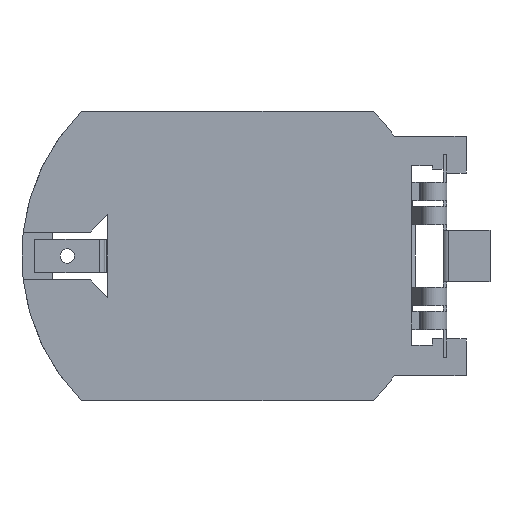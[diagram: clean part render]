
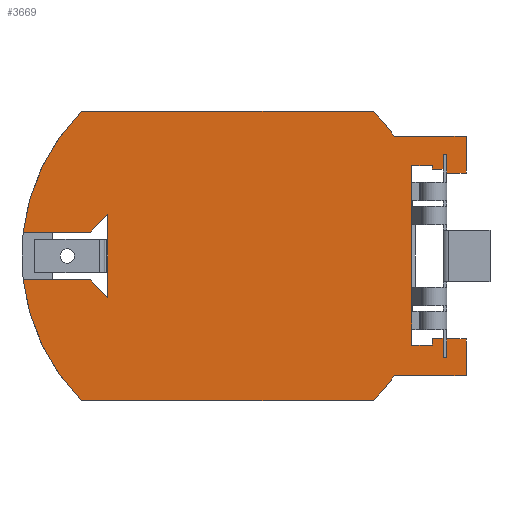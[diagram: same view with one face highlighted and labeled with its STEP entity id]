
A CAD part, front view. The second image highlights one B-rep face of the part: STEP entity #3669.
In plain terms, the highlighted planar face has unit normal (0, -1, 0).
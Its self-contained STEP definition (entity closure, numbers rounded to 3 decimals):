
#3098 = VERTEX_POINT('',#3099);
#3099 = CARTESIAN_POINT('',(-6.5,0.,-2.25));
#3105 = EDGE_CURVE('',#3106,#3098,#3108,.T.);
#3106 = VERTEX_POINT('',#3107);
#3107 = CARTESIAN_POINT('',(-6.5,0.,2.25));
#3108 = LINE('',#3109,#3110);
#3109 = CARTESIAN_POINT('',(-6.5,0.,2.25));
#3110 = VECTOR('',#3111,1.);
#3111 = DIRECTION('',(0.,0.,-1.));
#3249 = EDGE_CURVE('',#3250,#3252,#3254,.T.);
#3250 = VERTEX_POINT('',#3251);
#3251 = CARTESIAN_POINT('',(7.918,0.,7.85));
#3252 = VERTEX_POINT('',#3253);
#3253 = CARTESIAN_POINT('',(9.059,0.,6.5));
#3254 = CIRCLE('',#3255,11.15);
#3255 = AXIS2_PLACEMENT_3D('',#3256,#3257,#3258);
#3256 = CARTESIAN_POINT('',(0.,0.,0.));
#3257 = DIRECTION('',(0.,1.,0.));
#3258 = DIRECTION('',(0.,-0.,1.));
#3281 = EDGE_CURVE('',#3252,#3282,#3284,.T.);
#3282 = VERTEX_POINT('',#3283);
#3283 = CARTESIAN_POINT('',(12.95,0.,6.5));
#3284 = LINE('',#3285,#3286);
#3285 = CARTESIAN_POINT('',(9.059,0.,6.5));
#3286 = VECTOR('',#3287,1.);
#3287 = DIRECTION('',(1.,0.,0.));
#3305 = EDGE_CURVE('',#3282,#3306,#3308,.T.);
#3306 = VERTEX_POINT('',#3307);
#3307 = CARTESIAN_POINT('',(12.95,0.,4.5));
#3308 = LINE('',#3309,#3310);
#3309 = CARTESIAN_POINT('',(12.95,0.,4.5));
#3310 = VECTOR('',#3311,1.);
#3311 = DIRECTION('',(-0.,-0.,-1.));
#3329 = EDGE_CURVE('',#3306,#3330,#3332,.T.);
#3330 = VERTEX_POINT('',#3331);
#3331 = CARTESIAN_POINT('',(11.9,0.,4.5));
#3332 = LINE('',#3333,#3334);
#3333 = CARTESIAN_POINT('',(11.7,0.,4.5));
#3334 = VECTOR('',#3335,1.);
#3335 = DIRECTION('',(-1.,-0.,-0.));
#3364 = VERTEX_POINT('',#3365);
#3365 = CARTESIAN_POINT('',(11.7,0.,-4.454));
#3371 = EDGE_CURVE('',#3364,#3372,#3374,.T.);
#3372 = VERTEX_POINT('',#3373);
#3373 = CARTESIAN_POINT('',(11.7,0.,-5.5));
#3374 = LINE('',#3375,#3376);
#3375 = CARTESIAN_POINT('',(11.7,0.,-4.5));
#3376 = VECTOR('',#3377,1.);
#3377 = DIRECTION('',(-0.,-0.,-1.));
#3404 = VERTEX_POINT('',#3405);
#3405 = CARTESIAN_POINT('',(11.9,0.,-4.5));
#3411 = EDGE_CURVE('',#3404,#3412,#3414,.T.);
#3412 = VERTEX_POINT('',#3413);
#3413 = CARTESIAN_POINT('',(12.95,0.,-4.5));
#3414 = LINE('',#3415,#3416);
#3415 = CARTESIAN_POINT('',(11.7,0.,-4.5));
#3416 = VECTOR('',#3417,1.);
#3417 = DIRECTION('',(1.,0.,0.));
#3433 = EDGE_CURVE('',#3412,#3434,#3436,.T.);
#3434 = VERTEX_POINT('',#3435);
#3435 = CARTESIAN_POINT('',(12.95,0.,-6.5));
#3436 = LINE('',#3437,#3438);
#3437 = CARTESIAN_POINT('',(12.95,0.,-6.5));
#3438 = VECTOR('',#3439,1.);
#3439 = DIRECTION('',(-0.,-0.,-1.));
#3464 = EDGE_CURVE('',#3434,#3465,#3467,.T.);
#3465 = VERTEX_POINT('',#3466);
#3466 = CARTESIAN_POINT('',(9.059,0.,-6.5));
#3467 = LINE('',#3468,#3469);
#3468 = CARTESIAN_POINT('',(9.059,0.,-6.5));
#3469 = VECTOR('',#3470,1.);
#3470 = DIRECTION('',(-1.,-0.,-0.));
#3495 = EDGE_CURVE('',#3465,#3496,#3498,.T.);
#3496 = VERTEX_POINT('',#3497);
#3497 = CARTESIAN_POINT('',(7.918,0.,-7.85));
#3498 = CIRCLE('',#3499,11.15);
#3499 = AXIS2_PLACEMENT_3D('',#3500,#3501,#3502);
#3500 = CARTESIAN_POINT('',(0.,0.,0.));
#3501 = DIRECTION('',(0.,1.,0.));
#3502 = DIRECTION('',(0.,-0.,1.));
#3528 = EDGE_CURVE('',#3496,#3529,#3531,.T.);
#3529 = VERTEX_POINT('',#3530);
#3530 = CARTESIAN_POINT('',(-7.918,0.,-7.85));
#3531 = LINE('',#3532,#3533);
#3532 = CARTESIAN_POINT('',(-7.918,0.,-7.85));
#3533 = VECTOR('',#3534,1.);
#3534 = DIRECTION('',(-1.,-0.,-0.));
#3575 = EDGE_CURVE('',#3529,#3576,#3578,.T.);
#3576 = VERTEX_POINT('',#3577);
#3577 = CARTESIAN_POINT('',(-11.074,0.,-1.3));
#3578 = CIRCLE('',#3579,11.15);
#3579 = AXIS2_PLACEMENT_3D('',#3580,#3581,#3582);
#3580 = CARTESIAN_POINT('',(0.,0.,0.));
#3581 = DIRECTION('',(0.,1.,0.));
#3582 = DIRECTION('',(0.,-0.,1.));
#3602 = VERTEX_POINT('',#3603);
#3603 = CARTESIAN_POINT('',(-11.074,0.,1.3));
#3609 = EDGE_CURVE('',#3602,#3610,#3612,.T.);
#3610 = VERTEX_POINT('',#3611);
#3611 = CARTESIAN_POINT('',(-7.918,0.,7.85));
#3612 = CIRCLE('',#3613,11.15);
#3613 = AXIS2_PLACEMENT_3D('',#3614,#3615,#3616);
#3614 = CARTESIAN_POINT('',(0.,0.,0.));
#3615 = DIRECTION('',(0.,1.,0.));
#3616 = DIRECTION('',(0.,-0.,1.));
#3651 = EDGE_CURVE('',#3610,#3250,#3652,.T.);
#3652 = LINE('',#3653,#3654);
#3653 = CARTESIAN_POINT('',(-7.918,0.,7.85));
#3654 = VECTOR('',#3655,1.);
#3655 = DIRECTION('',(1.,0.,0.));
#3669 = ADVANCED_FACE('',(#3670),#3806,.F.);
#3670 = FACE_BOUND('',#3671,.T.);
#3671 = EDGE_LOOP('',(#3672,#3680,#3681,#3682,#3683,#3684,#3685,#3686,
    #3694,#3700,#3701,#3709,#3717,#3725,#3733,#3741,#3749,#3757,#3765,
    #3773,#3779,#3780,#3781,#3782,#3783,#3784,#3785,#3793,#3799,#3800));
#3672 = ORIENTED_EDGE('',*,*,#3673,.T.);
#3673 = EDGE_CURVE('',#3674,#3576,#3676,.T.);
#3674 = VERTEX_POINT('',#3675);
#3675 = CARTESIAN_POINT('',(-7.4,0.,-1.3));
#3676 = LINE('',#3677,#3678);
#3677 = CARTESIAN_POINT('',(-9.5,0.,-1.3));
#3678 = VECTOR('',#3679,1.);
#3679 = DIRECTION('',(-1.,-0.,-0.));
#3680 = ORIENTED_EDGE('',*,*,#3575,.F.);
#3681 = ORIENTED_EDGE('',*,*,#3528,.F.);
#3682 = ORIENTED_EDGE('',*,*,#3495,.F.);
#3683 = ORIENTED_EDGE('',*,*,#3464,.F.);
#3684 = ORIENTED_EDGE('',*,*,#3433,.F.);
#3685 = ORIENTED_EDGE('',*,*,#3411,.F.);
#3686 = ORIENTED_EDGE('',*,*,#3687,.T.);
#3687 = EDGE_CURVE('',#3404,#3688,#3690,.T.);
#3688 = VERTEX_POINT('',#3689);
#3689 = CARTESIAN_POINT('',(11.9,0.,-5.5));
#3690 = LINE('',#3691,#3692);
#3691 = CARTESIAN_POINT('',(11.9,0.,-5.5));
#3692 = VECTOR('',#3693,1.);
#3693 = DIRECTION('',(0.,-0.,-1.));
#3694 = ORIENTED_EDGE('',*,*,#3695,.T.);
#3695 = EDGE_CURVE('',#3688,#3372,#3696,.T.);
#3696 = LINE('',#3697,#3698);
#3697 = CARTESIAN_POINT('',(11.9,0.,-5.5));
#3698 = VECTOR('',#3699,1.);
#3699 = DIRECTION('',(-1.,0.,0.));
#3700 = ORIENTED_EDGE('',*,*,#3371,.F.);
#3701 = ORIENTED_EDGE('',*,*,#3702,.T.);
#3702 = EDGE_CURVE('',#3364,#3703,#3705,.T.);
#3703 = VERTEX_POINT('',#3704);
#3704 = CARTESIAN_POINT('',(11.115,0.,-4.454));
#3705 = LINE('',#3706,#3707);
#3706 = CARTESIAN_POINT('',(11.115,0.,-4.454));
#3707 = VECTOR('',#3708,1.);
#3708 = DIRECTION('',(-1.,-0.,-0.));
#3709 = ORIENTED_EDGE('',*,*,#3710,.T.);
#3710 = EDGE_CURVE('',#3703,#3711,#3713,.T.);
#3711 = VERTEX_POINT('',#3712);
#3712 = CARTESIAN_POINT('',(11.115,0.,-4.831));
#3713 = LINE('',#3714,#3715);
#3714 = CARTESIAN_POINT('',(11.115,0.,-4.831));
#3715 = VECTOR('',#3716,1.);
#3716 = DIRECTION('',(-0.,-0.,-1.));
#3717 = ORIENTED_EDGE('',*,*,#3718,.T.);
#3718 = EDGE_CURVE('',#3711,#3719,#3721,.T.);
#3719 = VERTEX_POINT('',#3720);
#3720 = CARTESIAN_POINT('',(10.005,0.,-4.831));
#3721 = LINE('',#3722,#3723);
#3722 = CARTESIAN_POINT('',(10.005,0.,-4.831));
#3723 = VECTOR('',#3724,1.);
#3724 = DIRECTION('',(-1.,-0.,-0.));
#3725 = ORIENTED_EDGE('',*,*,#3726,.T.);
#3726 = EDGE_CURVE('',#3719,#3727,#3729,.T.);
#3727 = VERTEX_POINT('',#3728);
#3728 = CARTESIAN_POINT('',(10.005,0.,4.901));
#3729 = LINE('',#3730,#3731);
#3730 = CARTESIAN_POINT('',(10.005,0.,-4.831));
#3731 = VECTOR('',#3732,1.);
#3732 = DIRECTION('',(0.,0.,1.));
#3733 = ORIENTED_EDGE('',*,*,#3734,.T.);
#3734 = EDGE_CURVE('',#3727,#3735,#3737,.T.);
#3735 = VERTEX_POINT('',#3736);
#3736 = CARTESIAN_POINT('',(11.115,0.,4.901));
#3737 = LINE('',#3738,#3739);
#3738 = CARTESIAN_POINT('',(10.005,0.,4.901));
#3739 = VECTOR('',#3740,1.);
#3740 = DIRECTION('',(1.,0.,0.));
#3741 = ORIENTED_EDGE('',*,*,#3742,.T.);
#3742 = EDGE_CURVE('',#3735,#3743,#3745,.T.);
#3743 = VERTEX_POINT('',#3744);
#3744 = CARTESIAN_POINT('',(11.115,0.,4.711));
#3745 = LINE('',#3746,#3747);
#3746 = CARTESIAN_POINT('',(11.115,0.,4.711));
#3747 = VECTOR('',#3748,1.);
#3748 = DIRECTION('',(-0.,-0.,-1.));
#3749 = ORIENTED_EDGE('',*,*,#3750,.T.);
#3750 = EDGE_CURVE('',#3743,#3751,#3753,.T.);
#3751 = VERTEX_POINT('',#3752);
#3752 = CARTESIAN_POINT('',(11.7,0.,4.711));
#3753 = LINE('',#3754,#3755);
#3754 = CARTESIAN_POINT('',(11.115,0.,4.711));
#3755 = VECTOR('',#3756,1.);
#3756 = DIRECTION('',(1.,0.,0.));
#3757 = ORIENTED_EDGE('',*,*,#3758,.T.);
#3758 = EDGE_CURVE('',#3751,#3759,#3761,.T.);
#3759 = VERTEX_POINT('',#3760);
#3760 = CARTESIAN_POINT('',(11.7,0.,5.5));
#3761 = LINE('',#3762,#3763);
#3762 = CARTESIAN_POINT('',(11.7,0.,4.711));
#3763 = VECTOR('',#3764,1.);
#3764 = DIRECTION('',(0.,0.,1.));
#3765 = ORIENTED_EDGE('',*,*,#3766,.T.);
#3766 = EDGE_CURVE('',#3759,#3767,#3769,.T.);
#3767 = VERTEX_POINT('',#3768);
#3768 = CARTESIAN_POINT('',(11.9,0.,5.5));
#3769 = LINE('',#3770,#3771);
#3770 = CARTESIAN_POINT('',(11.9,0.,5.5));
#3771 = VECTOR('',#3772,1.);
#3772 = DIRECTION('',(1.,-0.,-0.));
#3773 = ORIENTED_EDGE('',*,*,#3774,.T.);
#3774 = EDGE_CURVE('',#3767,#3330,#3775,.T.);
#3775 = LINE('',#3776,#3777);
#3776 = CARTESIAN_POINT('',(11.9,0.,-5.5));
#3777 = VECTOR('',#3778,1.);
#3778 = DIRECTION('',(0.,-0.,-1.));
#3779 = ORIENTED_EDGE('',*,*,#3329,.F.);
#3780 = ORIENTED_EDGE('',*,*,#3305,.F.);
#3781 = ORIENTED_EDGE('',*,*,#3281,.F.);
#3782 = ORIENTED_EDGE('',*,*,#3249,.F.);
#3783 = ORIENTED_EDGE('',*,*,#3651,.F.);
#3784 = ORIENTED_EDGE('',*,*,#3609,.F.);
#3785 = ORIENTED_EDGE('',*,*,#3786,.T.);
#3786 = EDGE_CURVE('',#3602,#3787,#3789,.T.);
#3787 = VERTEX_POINT('',#3788);
#3788 = CARTESIAN_POINT('',(-7.4,0.,1.3));
#3789 = LINE('',#3790,#3791);
#3790 = CARTESIAN_POINT('',(-9.5,0.,1.3));
#3791 = VECTOR('',#3792,1.);
#3792 = DIRECTION('',(1.,0.,0.));
#3793 = ORIENTED_EDGE('',*,*,#3794,.T.);
#3794 = EDGE_CURVE('',#3787,#3106,#3795,.T.);
#3795 = LINE('',#3796,#3797);
#3796 = CARTESIAN_POINT('',(-7.4,0.,1.3));
#3797 = VECTOR('',#3798,1.);
#3798 = DIRECTION('',(0.688,0.,0.726));
#3799 = ORIENTED_EDGE('',*,*,#3105,.T.);
#3800 = ORIENTED_EDGE('',*,*,#3801,.T.);
#3801 = EDGE_CURVE('',#3098,#3674,#3802,.T.);
#3802 = LINE('',#3803,#3804);
#3803 = CARTESIAN_POINT('',(-7.4,0.,-1.3));
#3804 = VECTOR('',#3805,1.);
#3805 = DIRECTION('',(-0.688,-0.,0.726));
#3806 = PLANE('',#3807);
#3807 = AXIS2_PLACEMENT_3D('',#3808,#3809,#3810);
#3808 = CARTESIAN_POINT('',(0.,0.,0.));
#3809 = DIRECTION('',(-0.,1.,0.));
#3810 = DIRECTION('',(1.,0.,0.));
